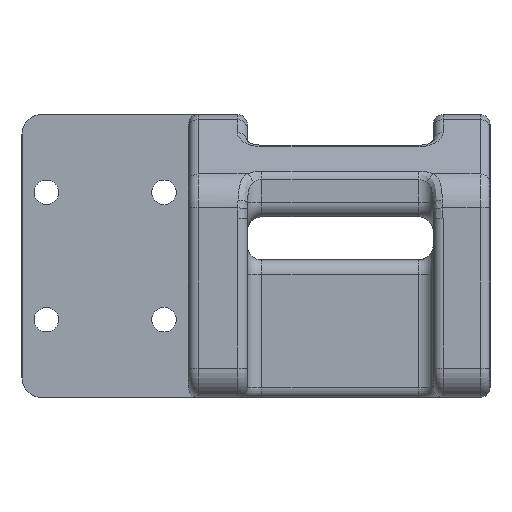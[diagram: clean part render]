
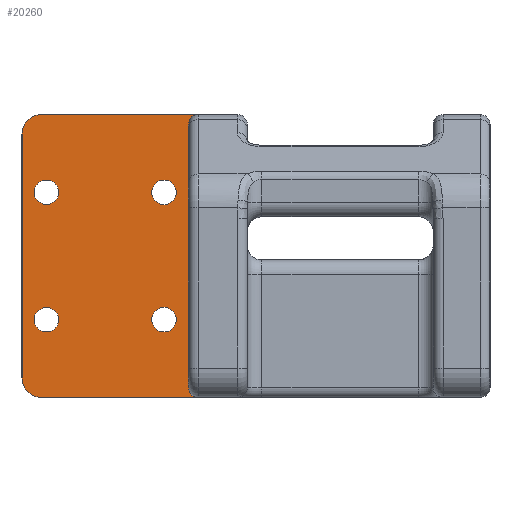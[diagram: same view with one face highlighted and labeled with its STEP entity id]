
A CAD part, left-side view. The second image highlights one B-rep face of the part: STEP entity #20260.
In plain terms, the highlighted planar face has unit normal (-1, 0, 0).
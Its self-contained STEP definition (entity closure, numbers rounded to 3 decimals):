
#44 = DIRECTION ( 'NONE',  ( 0., 0., -1. ) ) ;
#105 = CARTESIAN_POINT ( 'NONE',  ( -91.9, 20., -6.1 ) ) ;
#183 = CARTESIAN_POINT ( 'NONE',  ( -91.9, 17.5, 14.85 ) ) ;
#260 = CARTESIAN_POINT ( 'NONE',  ( -91.9, 20., -6.1 ) ) ;
#286 = EDGE_LOOP ( 'NONE', ( #8802, #19902 ) ) ;
#366 = AXIS2_PLACEMENT_3D ( 'NONE', #16588, #9373, #18553 ) ;
#381 = PLANE ( 'NONE',  #13378 ) ;
#503 = CARTESIAN_POINT ( 'NONE',  ( -91.9, 32.5, -12.05 ) ) ;
#637 = ORIENTED_EDGE ( 'NONE', *, *, #8552, .F. ) ;
#836 = CARTESIAN_POINT ( 'NONE',  ( -91.9, 32., -7.35 ) ) ;
#1001 = VECTOR ( 'NONE', #15992, 1000. ) ;
#1019 = ORIENTED_EDGE ( 'NONE', *, *, #15893, .F. ) ;
#1231 = LINE ( 'NONE', #10925, #15498 ) ;
#1252 = EDGE_CURVE ( 'NONE', #8529, #3094, #17239, .T. ) ;
#1724 = CIRCLE ( 'NONE', #2111, 1. ) ;
#1728 = CIRCLE ( 'NONE', #8549, 1.25 ) ;
#1737 = CARTESIAN_POINT ( 'NONE',  ( -91.9, 34.5, -12.05 ) ) ;
#1836 = EDGE_CURVE ( 'NONE', #18847, #16319, #21657, .T. ) ;
#2010 = VERTEX_POINT ( 'NONE', #20725 ) ;
#2111 = AXIS2_PLACEMENT_3D ( 'NONE', #22747, #21074, #10339 ) ;
#2143 = DIRECTION ( 'NONE',  ( 1., 0., 0. ) ) ;
#2205 = VERTEX_POINT ( 'NONE', #12781 ) ;
#2603 = EDGE_CURVE ( 'NONE', #5191, #9356, #14371, .T. ) ;
#2704 = FACE_BOUND ( 'NONE', #20167, .T. ) ;
#2779 = AXIS2_PLACEMENT_3D ( 'NONE', #260, #18081, #44 ) ;
#2833 = CARTESIAN_POINT ( 'NONE',  ( -91.9, 16.5, -14.05 ) ) ;
#3094 = VERTEX_POINT ( 'NONE', #5383 ) ;
#3522 = DIRECTION ( 'NONE',  ( -1., 0., 0. ) ) ;
#3608 = AXIS2_PLACEMENT_3D ( 'NONE', #14095, #3522, #23139 ) ;
#3735 = VERTEX_POINT ( 'NONE', #10038 ) ;
#3777 = DIRECTION ( 'NONE',  ( 0., 0., -1. ) ) ;
#3840 = FACE_BOUND ( 'NONE', #12981, .T. ) ;
#3847 = ORIENTED_EDGE ( 'NONE', *, *, #14603, .T. ) ;
#3858 = CARTESIAN_POINT ( 'NONE',  ( -91.9, 32., 8.15 ) ) ;
#3863 = VERTEX_POINT ( 'NONE', #3858 ) ;
#3955 = DIRECTION ( 'NONE',  ( 0., 0., -1. ) ) ;
#4337 = DIRECTION ( 'NONE',  ( 1., 0., 0. ) ) ;
#4379 = CARTESIAN_POINT ( 'NONE',  ( -91.9, 16.5, -13.05 ) ) ;
#4603 = DIRECTION ( 'NONE',  ( 0., 1., 0. ) ) ;
#4728 = EDGE_CURVE ( 'NONE', #8665, #3735, #15433, .T. ) ;
#4763 = CARTESIAN_POINT ( 'NONE',  ( -91.9, 17.5, -14.05 ) ) ;
#4829 = EDGE_CURVE ( 'NONE', #3863, #21079, #21815, .T. ) ;
#4832 = DIRECTION ( 'NONE',  ( 0., 0., -1. ) ) ;
#4966 = VECTOR ( 'NONE', #4603, 1000. ) ;
#5191 = VERTEX_POINT ( 'NONE', #16790 ) ;
#5383 = CARTESIAN_POINT ( 'NONE',  ( -91.9, 20., 8.15 ) ) ;
#5494 = DIRECTION ( 'NONE',  ( -1., 0., 0. ) ) ;
#5542 = DIRECTION ( 'NONE',  ( 0., 1., 0. ) ) ;
#5822 = AXIS2_PLACEMENT_3D ( 'NONE', #503, #16517, #9382 ) ;
#6060 = DIRECTION ( 'NONE',  ( 0., 0., -1. ) ) ;
#6376 = ORIENTED_EDGE ( 'NONE', *, *, #12421, .F. ) ;
#6493 = ORIENTED_EDGE ( 'NONE', *, *, #15511, .F. ) ;
#6668 = ORIENTED_EDGE ( 'NONE', *, *, #12319, .F. ) ;
#6723 = AXIS2_PLACEMENT_3D ( 'NONE', #20572, #17291, #4832 ) ;
#6726 = AXIS2_PLACEMENT_3D ( 'NONE', #4379, #9463, #18407 ) ;
#7073 = CARTESIAN_POINT ( 'NONE',  ( -91.9, 16.5, 14.85 ) ) ;
#7638 = DIRECTION ( 'NONE',  ( 0., 0., -1. ) ) ;
#8489 = DIRECTION ( 'NONE',  ( -1., 0., 0. ) ) ;
#8529 = VERTEX_POINT ( 'NONE', #16715 ) ;
#8549 = AXIS2_PLACEMENT_3D ( 'NONE', #105, #12648, #19636 ) ;
#8552 = EDGE_CURVE ( 'NONE', #13794, #16319, #14783, .T. ) ;
#8665 = VERTEX_POINT ( 'NONE', #836 ) ;
#8802 = ORIENTED_EDGE ( 'NONE', *, *, #13954, .F. ) ;
#8978 = CARTESIAN_POINT ( 'NONE',  ( -91.9, 32.5, 14.85 ) ) ;
#9273 = CARTESIAN_POINT ( 'NONE',  ( -91.9, 17.5, 137.544 ) ) ;
#9356 = VERTEX_POINT ( 'NONE', #18003 ) ;
#9373 = DIRECTION ( 'NONE',  ( -1., 0., 0. ) ) ;
#9382 = DIRECTION ( 'NONE',  ( 0., 0., -1. ) ) ;
#9463 = DIRECTION ( 'NONE',  ( -1., 0., 0. ) ) ;
#10038 = CARTESIAN_POINT ( 'NONE',  ( -91.9, 32., -4.85 ) ) ;
#10114 = CARTESIAN_POINT ( 'NONE',  ( -91.9, 32., -6.1 ) ) ;
#10277 = ORIENTED_EDGE ( 'NONE', *, *, #22939, .F. ) ;
#10339 = DIRECTION ( 'NONE',  ( 0., 0., -1. ) ) ;
#10369 = CIRCLE ( 'NONE', #366, 1.25 ) ;
#10511 = LINE ( 'NONE', #22977, #1001 ) ;
#10766 = EDGE_CURVE ( 'NONE', #2010, #13185, #10511, .T. ) ;
#10850 = FACE_OUTER_BOUND ( 'NONE', #15240, .T. ) ;
#10925 = CARTESIAN_POINT ( 'NONE',  ( -91.9, 34.5, 137.544 ) ) ;
#11395 = FACE_BOUND ( 'NONE', #286, .T. ) ;
#11489 = ORIENTED_EDGE ( 'NONE', *, *, #1252, .F. ) ;
#12146 = EDGE_CURVE ( 'NONE', #3735, #8665, #13485, .T. ) ;
#12217 = VERTEX_POINT ( 'NONE', #1737 ) ;
#12319 = EDGE_CURVE ( 'NONE', #2205, #12217, #21339, .T. ) ;
#12421 = EDGE_CURVE ( 'NONE', #13185, #19265, #17970, .T. ) ;
#12491 = LINE ( 'NONE', #4763, #4966 ) ;
#12648 = DIRECTION ( 'NONE',  ( -1., 0., 0. ) ) ;
#12728 = EDGE_CURVE ( 'NONE', #9356, #5191, #1728, .T. ) ;
#12781 = CARTESIAN_POINT ( 'NONE',  ( -91.9, 32.5, -14.05 ) ) ;
#12981 = EDGE_LOOP ( 'NONE', ( #14626, #13775 ) ) ;
#13055 = CIRCLE ( 'NONE', #3608, 1.25 ) ;
#13090 = CARTESIAN_POINT ( 'NONE',  ( -91.9, 32., 6.9 ) ) ;
#13185 = VERTEX_POINT ( 'NONE', #20791 ) ;
#13378 = AXIS2_PLACEMENT_3D ( 'NONE', #9273, #2143, #3955 ) ;
#13485 = CIRCLE ( 'NONE', #15443, 1.25 ) ;
#13775 = ORIENTED_EDGE ( 'NONE', *, *, #12146, .F. ) ;
#13794 = VERTEX_POINT ( 'NONE', #15680 ) ;
#13954 = EDGE_CURVE ( 'NONE', #21079, #3863, #13055, .T. ) ;
#14095 = CARTESIAN_POINT ( 'NONE',  ( -91.9, 32., 6.9 ) ) ;
#14371 = CIRCLE ( 'NONE', #2779, 1.25 ) ;
#14603 = EDGE_CURVE ( 'NONE', #13794, #12217, #1231, .T. ) ;
#14626 = ORIENTED_EDGE ( 'NONE', *, *, #4728, .F. ) ;
#14783 = CIRCLE ( 'NONE', #16708, 2. ) ;
#14984 = AXIS2_PLACEMENT_3D ( 'NONE', #13090, #16787, #7638 ) ;
#15240 = EDGE_LOOP ( 'NONE', ( #3847, #6668, #10277, #6376, #22669, #6493, #15914, #637 ) ) ;
#15433 = CIRCLE ( 'NONE', #6723, 1.25 ) ;
#15443 = AXIS2_PLACEMENT_3D ( 'NONE', #10114, #8489, #19294 ) ;
#15498 = VECTOR ( 'NONE', #19937, 1000. ) ;
#15511 = EDGE_CURVE ( 'NONE', #18847, #2010, #1724, .T. ) ;
#15626 = FACE_BOUND ( 'NONE', #17192, .T. ) ;
#15680 = CARTESIAN_POINT ( 'NONE',  ( -91.9, 34.5, 12.85 ) ) ;
#15893 = EDGE_CURVE ( 'NONE', #3094, #8529, #10369, .T. ) ;
#15914 = ORIENTED_EDGE ( 'NONE', *, *, #1836, .T. ) ;
#15992 = DIRECTION ( 'NONE',  ( 0., 0., -1. ) ) ;
#16319 = VERTEX_POINT ( 'NONE', #8978 ) ;
#16517 = DIRECTION ( 'NONE',  ( 1., 0., 0. ) ) ;
#16588 = CARTESIAN_POINT ( 'NONE',  ( -91.9, 20., 6.9 ) ) ;
#16708 = AXIS2_PLACEMENT_3D ( 'NONE', #18449, #4337, #6060 ) ;
#16715 = CARTESIAN_POINT ( 'NONE',  ( -91.9, 20., 5.65 ) ) ;
#16787 = DIRECTION ( 'NONE',  ( -1., 0., 0. ) ) ;
#16790 = CARTESIAN_POINT ( 'NONE',  ( -91.9, 20., -4.85 ) ) ;
#16877 = AXIS2_PLACEMENT_3D ( 'NONE', #21465, #5494, #3777 ) ;
#17192 = EDGE_LOOP ( 'NONE', ( #17212, #18135 ) ) ;
#17212 = ORIENTED_EDGE ( 'NONE', *, *, #12728, .F. ) ;
#17239 = CIRCLE ( 'NONE', #16877, 1.25 ) ;
#17291 = DIRECTION ( 'NONE',  ( -1., 0., 0. ) ) ;
#17558 = CARTESIAN_POINT ( 'NONE',  ( -91.9, 32., 5.65 ) ) ;
#17970 = CIRCLE ( 'NONE', #6726, 1. ) ;
#18003 = CARTESIAN_POINT ( 'NONE',  ( -91.9, 20., -7.35 ) ) ;
#18081 = DIRECTION ( 'NONE',  ( -1., 0., 0. ) ) ;
#18135 = ORIENTED_EDGE ( 'NONE', *, *, #2603, .F. ) ;
#18407 = DIRECTION ( 'NONE',  ( 0., 0., -1. ) ) ;
#18449 = CARTESIAN_POINT ( 'NONE',  ( -91.9, 32.5, 12.85 ) ) ;
#18553 = DIRECTION ( 'NONE',  ( 0., 0., -1. ) ) ;
#18847 = VERTEX_POINT ( 'NONE', #7073 ) ;
#19265 = VERTEX_POINT ( 'NONE', #2833 ) ;
#19294 = DIRECTION ( 'NONE',  ( 0., 0., -1. ) ) ;
#19636 = DIRECTION ( 'NONE',  ( 0., 0., -1. ) ) ;
#19902 = ORIENTED_EDGE ( 'NONE', *, *, #4829, .F. ) ;
#19937 = DIRECTION ( 'NONE',  ( 0., 0., -1. ) ) ;
#20167 = EDGE_LOOP ( 'NONE', ( #11489, #1019 ) ) ;
#20260 = ADVANCED_FACE ( 'NONE', ( #15626, #3840, #11395, #2704, #10850 ), #381, .F. ) ;
#20572 = CARTESIAN_POINT ( 'NONE',  ( -91.9, 32., -6.1 ) ) ;
#20725 = CARTESIAN_POINT ( 'NONE',  ( -91.9, 17.5, 13.85 ) ) ;
#20791 = CARTESIAN_POINT ( 'NONE',  ( -91.9, 17.5, -13.05 ) ) ;
#21074 = DIRECTION ( 'NONE',  ( -1., 0., 0. ) ) ;
#21079 = VERTEX_POINT ( 'NONE', #17558 ) ;
#21339 = CIRCLE ( 'NONE', #5822, 2. ) ;
#21465 = CARTESIAN_POINT ( 'NONE',  ( -91.9, 20., 6.9 ) ) ;
#21657 = LINE ( 'NONE', #183, #22472 ) ;
#21815 = CIRCLE ( 'NONE', #14984, 1.25 ) ;
#22472 = VECTOR ( 'NONE', #5542, 1000. ) ;
#22669 = ORIENTED_EDGE ( 'NONE', *, *, #10766, .F. ) ;
#22747 = CARTESIAN_POINT ( 'NONE',  ( -91.9, 16.5, 13.85 ) ) ;
#22939 = EDGE_CURVE ( 'NONE', #19265, #2205, #12491, .T. ) ;
#22977 = CARTESIAN_POINT ( 'NONE',  ( -91.9, 17.5, 137.544 ) ) ;
#23139 = DIRECTION ( 'NONE',  ( 0., 0., -1. ) ) ;
